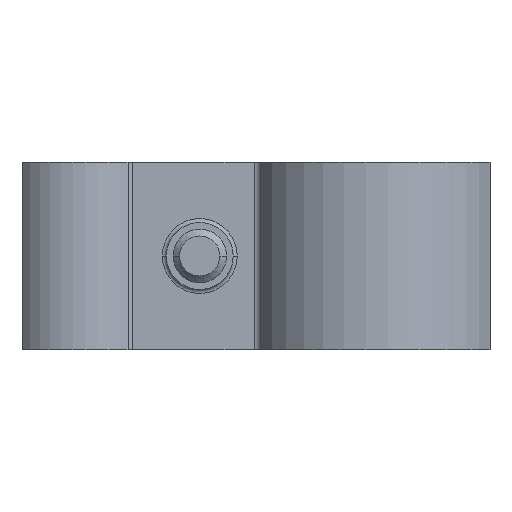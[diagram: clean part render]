
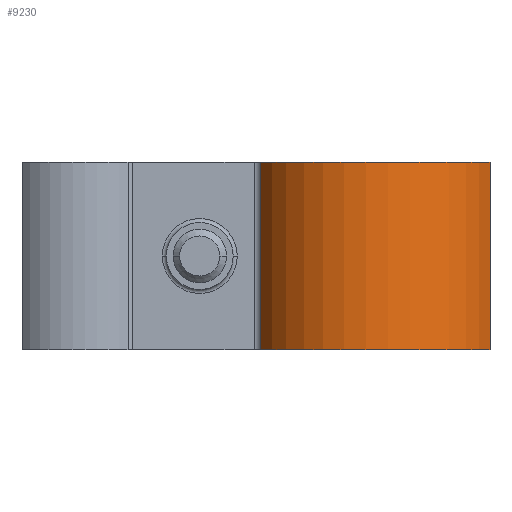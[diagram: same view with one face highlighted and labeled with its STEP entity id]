
A CAD part, front view. The second image highlights one B-rep face of the part: STEP entity #9230.
In plain terms, the highlighted cylindrical face has radius 9.5 mm (diameter 19 mm), a partial arc.
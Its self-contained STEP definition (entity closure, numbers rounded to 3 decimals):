
#6790=CARTESIAN_POINT('',(21.707,3.801,-7.));
#6800=VERTEX_POINT('',#6790);
#6830=CARTESIAN_POINT('',(13.,0.,-7.));
#6840=DIRECTION('',(0.,0.,1.));
#6850=DIRECTION('',(1.,0.,0.));
#6860=AXIS2_PLACEMENT_3D('',#6830,#6840,#6850);
#6870=CIRCLE('',#6860,9.5);
#6880=CARTESIAN_POINT('',(4.516,4.275,-7.));
#6890=VERTEX_POINT('',#6880);
#6900=EDGE_CURVE('',#6800,#6890,#6870,.T.);
#7800=CARTESIAN_POINT('',(4.516,4.275,7.));
#7810=VERTEX_POINT('',#7800);
#7840=CARTESIAN_POINT('',(13.,0.,7.));
#7850=DIRECTION('',(0.,0.,1.));
#7860=DIRECTION('',(1.,0.,0.));
#7870=AXIS2_PLACEMENT_3D('',#7840,#7850,#7860);
#7880=CIRCLE('',#7870,9.5);
#7890=CARTESIAN_POINT('',(21.707,3.801,7.));
#7900=VERTEX_POINT('',#7890);
#7910=EDGE_CURVE('',#7900,#7810,#7880,.T.);
#9020=CARTESIAN_POINT('',(13.,0.,0.));
#9030=DIRECTION('',(0.,0.,1.));
#9040=DIRECTION('',(1.,0.,0.));
#9050=AXIS2_PLACEMENT_3D('',#9020,#9030,#9040);
#9060=CYLINDRICAL_SURFACE('',#9050,9.5);
#9070=ORIENTED_EDGE('',*,*,#6900,.T.);
#9080=CARTESIAN_POINT('',(21.707,3.801,0.));
#9090=DIRECTION('',(0.,0.,1.));
#9100=VECTOR('',#9090,1.);
#9110=LINE('',#9080,#9100);
#9120=EDGE_CURVE('',#6800,#7900,#9110,.T.);
#9130=ORIENTED_EDGE('',*,*,#9120,.F.);
#9140=ORIENTED_EDGE('',*,*,#7910,.F.);
#9150=CARTESIAN_POINT('',(4.516,4.275,0.));
#9160=DIRECTION('',(0.,0.,1.));
#9170=VECTOR('',#9160,1.);
#9180=LINE('',#9150,#9170);
#9190=EDGE_CURVE('',#6890,#7810,#9180,.T.);
#9200=ORIENTED_EDGE('',*,*,#9190,.T.);
#9210=EDGE_LOOP('',(#9200,#9140,#9130,#9070));
#9220=FACE_OUTER_BOUND('',#9210,.T.);
#9230=ADVANCED_FACE('',(#9220),#9060,.T.);
